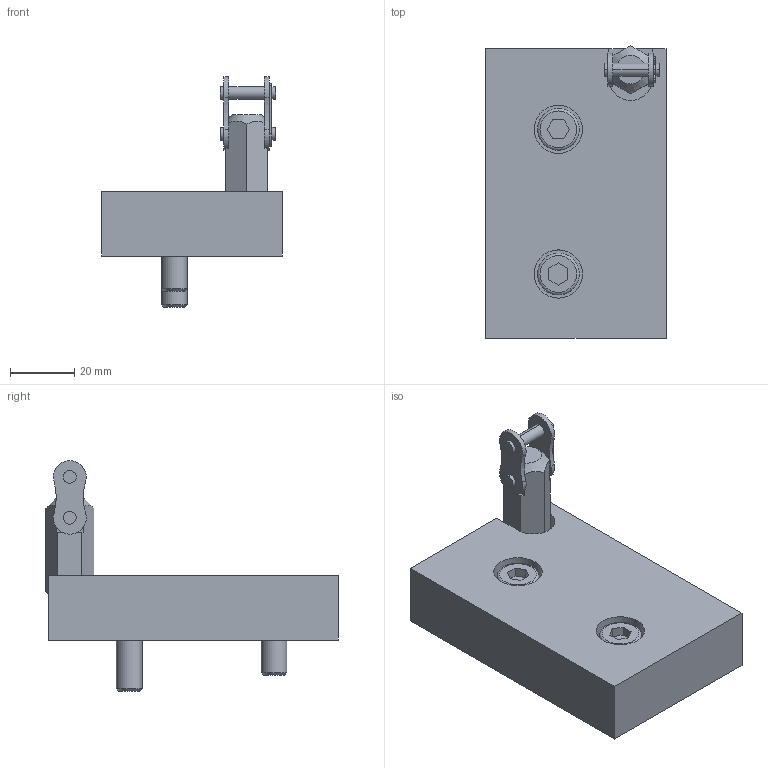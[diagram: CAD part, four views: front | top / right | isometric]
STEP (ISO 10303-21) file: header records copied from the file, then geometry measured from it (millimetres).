
FILE_DESCRIPTION(/* description */ (''),/* implementation_level */ '2;1');
FILE_NAME(/* name */ '56-110-1.stp',/* time_stamp */ '2022-09-07T14:44:33-04:00',/* author */ ('jmurphy'),/* organization */ (''),/* preprocessor_version */ 'ST-DEVELOPER v18.1',/* originating_system */ 'AutoCAD Mechanical',/* authorisation */ '');
FILE_SCHEMA (('AUTOMOTIVE_DESIGN { 1 0 10303 214 3 1 1 }'));
Length unit declared in the file: millimetre
Products named in the file (6): Product; 21_09280; 21_12060; 6261K193 ANSI 40 Connecting Link; SRF-40; 21_12040
Assembly tree (6 placements, depth 3):
  Product
    21_09280
      21_12060
      6261K193 ANSI 40 Connecting Link
      SRF-40
      21_12040  x2
Bounding box: 56 x 91.01 x 71.81 mm (x, y, z)
Volume: 102784.9 mm3; surface area: 24700 mm2
Topology: 7 solids, 7 shells, 141 faces, 322 edges, 213 vertices
Faces by surface type: plane 78, cylinder 53, cone 7, torus 3
Full cylindrical faces by diameter (mm): 4 x1, 6.647 x1, 8 x3, 9 x3, 13 x3, 15 x4
Entity records: 3763 total; most frequent: DIRECTION 669, CARTESIAN_POINT 653, ORIENTED_EDGE 584, EDGE_CURVE 292, AXIS2_PLACEMENT_3D 252, VERTEX_POINT 194, LINE 165, VECTOR 165
